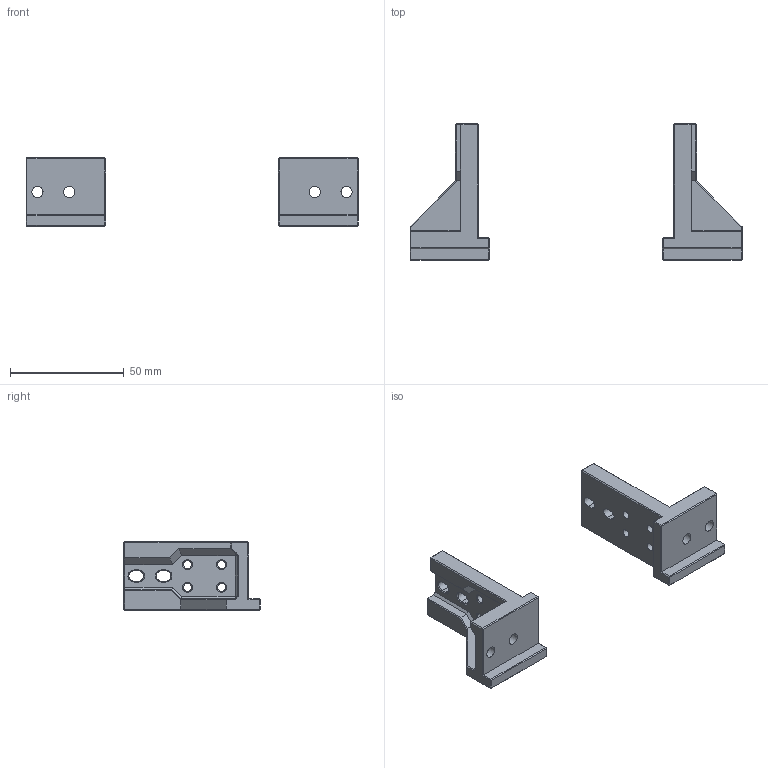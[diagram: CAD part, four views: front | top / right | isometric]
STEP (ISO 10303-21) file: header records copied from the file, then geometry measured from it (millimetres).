
FILE_DESCRIPTION(/* description */ (''),/* implementation_level */ '2;1');
FILE_NAME(/* name */ 'X轴Z轴连接.stp',/* time_stamp */ '2024-09-10T23:38:37+08:00',/* author */ (''),/* organization */ (''),/* preprocessor_version */ 'ST-DEVELOPER v15.2',/* originating_system */ 'Autodesk Translator Framework v2.0.0.5431',/* authorisation */ '');
FILE_SCHEMA (('AUTOMOTIVE_DESIGN { 1 0 10303 214 3 1 1 }'));
Length unit declared in the file: centimetre
Products named in the file (1): X轴Z轴连接
Bounding box: 146 x 60 x 30 mm (x, y, z)
Volume: 34847.9 mm3; surface area: 16213.9 mm2
Topology: 2 solids, 2 shells, 226 faces, 504 edges, 282 vertices
Faces by surface type: plane 186, cone 20, cylinder 20
Full cylindrical faces by diameter (mm): 3.5 x8, 5 x4
Entity records: 5934 total; most frequent: DIRECTION 994, CARTESIAN_POINT 989, ORIENTED_EDGE 960, EDGE_CURVE 480, LINE 420, VECTOR 420, AXIS2_PLACEMENT_3D 287, EDGE_LOOP 282
